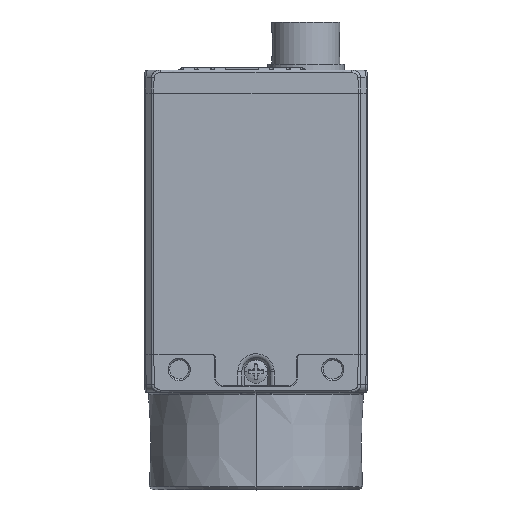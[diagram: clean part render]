
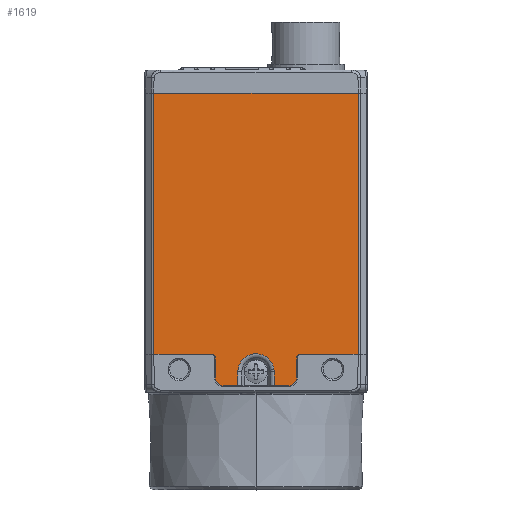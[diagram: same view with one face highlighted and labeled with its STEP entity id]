
A CAD part, top view. The second image highlights one B-rep face of the part: STEP entity #1619.
In plain terms, the highlighted planar face has unit normal (0, 0, 1).
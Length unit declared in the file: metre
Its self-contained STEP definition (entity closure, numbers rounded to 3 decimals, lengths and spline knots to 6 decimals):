
#1619=ADVANCED_FACE('0:3949',(#5069),#5070,.T.);
#5069=FACE_OUTER_BOUND('',#21815,.T.);
#5070=PLANE('',#21816);
#21815=EDGE_LOOP('',(#34376,#34377,#34378,#34379,#34380,#34381,#34382,#34383,#34384,#34385,#34386,#34387,#34388,#34389,#34390,#34391,#34392));
#21816=AXIS2_PLACEMENT_3D('',#34393,#34394,#34395);
#34376=ORIENTED_EDGE('',*,*,#38467,.F.);
#34377=ORIENTED_EDGE('',*,*,#41539,.T.);
#34378=ORIENTED_EDGE('',*,*,#41538,.F.);
#34379=ORIENTED_EDGE('',*,*,#41534,.T.);
#34380=ORIENTED_EDGE('',*,*,#41525,.T.);
#34381=ORIENTED_EDGE('',*,*,#38468,.F.);
#34382=ORIENTED_EDGE('',*,*,#38346,.F.);
#34383=ORIENTED_EDGE('',*,*,#41533,.T.);
#34384=ORIENTED_EDGE('',*,*,#41536,.T.);
#34385=ORIENTED_EDGE('',*,*,#41435,.F.);
#34386=ORIENTED_EDGE('',*,*,#41432,.T.);
#34387=ORIENTED_EDGE('',*,*,#41430,.F.);
#34388=ORIENTED_EDGE('',*,*,#41542,.T.);
#34389=ORIENTED_EDGE('',*,*,#40489,.T.);
#34390=ORIENTED_EDGE('',*,*,#41543,.F.);
#34391=ORIENTED_EDGE('',*,*,#40505,.T.);
#34392=ORIENTED_EDGE('',*,*,#41541,.T.);
#34393=CARTESIAN_POINT('',(0.000001,0.002172,0.026778));
#34394=DIRECTION('',(0.,0.,1.0));
#34395=DIRECTION('',(0.0,-1.0,0.));
#38346=EDGE_CURVE('0:5119',#44099,#44095,#44101,.T.);
#38467=EDGE_CURVE('0:5116',#44311,#44307,#44313,.T.);
#38468=EDGE_CURVE('0:5119',#44095,#44314,#44315,.T.);
#40489=EDGE_CURVE('0:11965',#47449,#47446,#47450,.T.);
#40505=EDGE_CURVE('0:12013',#47471,#47476,#47477,.T.);
#41430=EDGE_CURVE('0:14788',#48912,#48915,#48916,.T.);
#41432=EDGE_CURVE('0:14794',#48918,#48915,#48919,.T.);
#41435=EDGE_CURVE('0:14803',#48918,#48921,#48923,.T.);
#41525=EDGE_CURVE('0:15073',#49053,#44314,#49057,.T.);
#41533=EDGE_CURVE('0:15097',#44099,#49067,#49069,.T.);
#41534=EDGE_CURVE('0:15100',#49070,#49053,#49071,.T.);
#41536=EDGE_CURVE('0:15106',#49067,#48921,#49073,.T.);
#41538=EDGE_CURVE('0:15112',#49070,#49074,#49076,.T.);
#41539=EDGE_CURVE('0:15115',#44311,#49074,#49077,.T.);
#41541=EDGE_CURVE('0:15121',#47476,#44307,#49079,.T.);
#41542=EDGE_CURVE('0:15124',#48912,#47449,#49080,.T.);
#41543=EDGE_CURVE('0:15127',#47471,#47446,#49081,.T.);
#44095=VERTEX_POINT('',#60278);
#44099=VERTEX_POINT('',#60282);
#44101=CIRCLE('',#60284,0.002358);
#44307=VERTEX_POINT('',#60535);
#44311=VERTEX_POINT('',#60540);
#44313=CIRCLE('',#60543,0.0005);
#44314=VERTEX_POINT('',#60544);
#44315=CIRCLE('',#60545,0.002358);
#47446=VERTEX_POINT('',#68988);
#47449=VERTEX_POINT('',#68992);
#47450=LINE('',#68993,#68994);
#47471=VERTEX_POINT('',#69075);
#47476=VERTEX_POINT('',#69082);
#47477=LINE('',#69083,#69084);
#48912=VERTEX_POINT('',#72718);
#48915=VERTEX_POINT('',#72722);
#48916=CIRCLE('',#72723,0.0005);
#48918=VERTEX_POINT('',#72726);
#48919=LINE('',#72727,#72728);
#48921=VERTEX_POINT('',#72731);
#48923=CIRCLE('',#72734,0.001);
#49053=VERTEX_POINT('',#72984);
#49057=LINE('',#72989,#72990);
#49067=VERTEX_POINT('',#73006);
#49069=LINE('',#73008,#73009);
#49070=VERTEX_POINT('',#73010);
#49071=LINE('',#73011,#73012);
#49073=LINE('',#73015,#73016);
#49074=VERTEX_POINT('',#73017);
#49076=CIRCLE('',#73020,0.001);
#49077=LINE('',#73021,#73022);
#49079=LINE('',#73024,#73025);
#49080=LINE('',#73026,#73027);
#49081=LINE('',#73028,#73029);
#60278=CARTESIAN_POINT('',(0.002341,-0.01479,0.026778));
#60282=CARTESIAN_POINT('',(0.002359,-0.015078,0.026778));
#60284=AXIS2_PLACEMENT_3D('',#76949,#76950,#76951);
#60535=CARTESIAN_POINT('',(-0.005793,-0.012778,0.026778));
#60540=CARTESIAN_POINT('',(-0.005292,-0.013278,0.026778));
#60543=AXIS2_PLACEMENT_3D('',#77218,#77219,#77220);
#60544=CARTESIAN_POINT('',(-0.002358,-0.015078,0.026778));
#60545=AXIS2_PLACEMENT_3D('',#77221,#77222,#77223);
#68988=CARTESIAN_POINT('',(0.013294,0.021222,0.026778));
#68992=CARTESIAN_POINT('',(0.013294,-0.012778,0.026778));
#68993=CARTESIAN_POINT('',(0.013294,-0.012778,0.026778));
#68994=VECTOR('',#80349,0.034);
#69075=CARTESIAN_POINT('',(-0.013292,0.021222,0.026778));
#69082=CARTESIAN_POINT('',(-0.013292,-0.012778,0.026778));
#69083=CARTESIAN_POINT('',(-0.013292,0.021222,0.026778));
#69084=VECTOR('',#80370,0.034);
#72718=CARTESIAN_POINT('',(0.005795,-0.012778,0.026778));
#72722=CARTESIAN_POINT('',(0.005294,-0.013278,0.026778));
#72723=AXIS2_PLACEMENT_3D('',#81717,#81718,#81719);
#72726=CARTESIAN_POINT('',(0.005294,-0.015878,0.026778));
#72727=CARTESIAN_POINT('',(0.005294,-0.015878,0.026778));
#72728=VECTOR('',#81721,0.0026);
#72731=CARTESIAN_POINT('',(0.004294,-0.016878,0.026778));
#72734=AXIS2_PLACEMENT_3D('',#81724,#81725,#81726);
#72984=CARTESIAN_POINT('',(-0.002358,-0.016878,0.026778));
#72989=CARTESIAN_POINT('',(-0.002358,-0.016878,0.026778));
#72990=VECTOR('',#81896,0.0018);
#73006=CARTESIAN_POINT('',(0.002359,-0.016878,0.026778));
#73008=CARTESIAN_POINT('',(0.002359,-0.015078,0.026778));
#73009=VECTOR('',#81906,0.0018);
#73010=CARTESIAN_POINT('',(-0.004292,-0.016878,0.026778));
#73011=CARTESIAN_POINT('',(-0.004292,-0.016878,0.026778));
#73012=VECTOR('',#81907,0.001935);
#73015=CARTESIAN_POINT('',(0.002359,-0.016878,0.026778));
#73016=VECTOR('',#81909,0.001935);
#73017=CARTESIAN_POINT('',(-0.005292,-0.015878,0.026778));
#73020=AXIS2_PLACEMENT_3D('',#81911,#81912,#81913);
#73021=CARTESIAN_POINT('',(-0.005292,-0.013278,0.026778));
#73022=VECTOR('',#81914,0.0026);
#73024=CARTESIAN_POINT('',(-0.013292,-0.012778,0.026778));
#73025=VECTOR('',#81918,0.007498);
#73026=CARTESIAN_POINT('',(0.005795,-0.012778,0.026778));
#73027=VECTOR('',#81919,0.007498);
#73028=CARTESIAN_POINT('',(-0.013292,0.021222,0.026778));
#73029=VECTOR('',#81920,0.026586);
#76949=CARTESIAN_POINT('',(0.000001,-0.015078,0.026778));
#76950=DIRECTION('',(0.,0.,1.0));
#76951=DIRECTION('',(1.,0.,0.));
#77218=CARTESIAN_POINT('',(-0.005792,-0.013278,0.026778));
#77219=DIRECTION('',(0.,0.,1.0));
#77220=DIRECTION('',(1.0,0.,0.));
#77221=CARTESIAN_POINT('',(0.000001,-0.015078,0.026778));
#77222=DIRECTION('',(0.,0.,1.0));
#77223=DIRECTION('',(1.,0.,0.));
#80349=DIRECTION('',(0.,1.0,0.));
#80370=DIRECTION('',(0.,-1.0,0.));
#81717=CARTESIAN_POINT('',(0.005794,-0.013278,0.026778));
#81718=DIRECTION('',(0.,0.,1.0));
#81719=DIRECTION('',(0.004,1.,0.));
#81721=DIRECTION('',(0.,1.0,0.));
#81724=CARTESIAN_POINT('',(0.004294,-0.015878,0.026778));
#81725=DIRECTION('',(0.,0.,-1.0));
#81726=DIRECTION('',(1.0,0.,0.));
#81896=DIRECTION('',(0.,1.0,0.));
#81906=DIRECTION('',(0.,-1.0,0.));
#81907=DIRECTION('',(1.0,0.,0.0));
#81909=DIRECTION('',(1.0,0.,0.0));
#81911=CARTESIAN_POINT('',(-0.004292,-0.015878,0.026778));
#81912=DIRECTION('',(0.,0.,-1.0));
#81913=DIRECTION('',(0.,-1.0,0.));
#81914=DIRECTION('',(0.,-1.0,0.));
#81918=DIRECTION('',(1.,0.,0.));
#81919=DIRECTION('',(1.,0.,0.));
#81920=DIRECTION('',(1.0,0.,0.));
